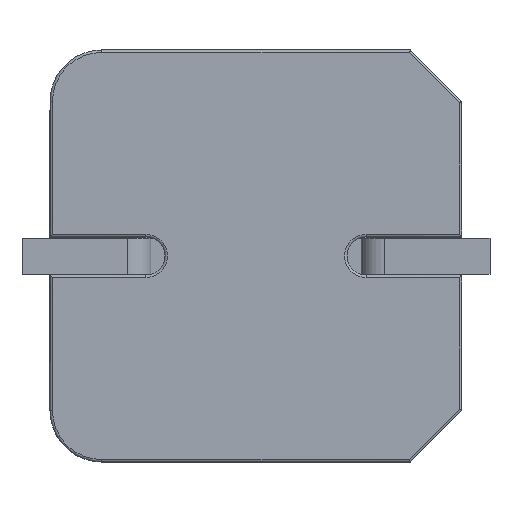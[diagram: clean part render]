
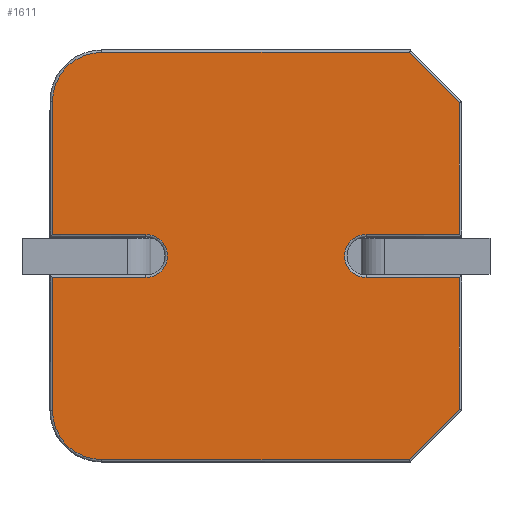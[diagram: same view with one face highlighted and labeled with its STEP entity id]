
A CAD part, front view. The second image highlights one B-rep face of the part: STEP entity #1611.
In plain terms, the highlighted planar face has unit normal (0, -1, 0).
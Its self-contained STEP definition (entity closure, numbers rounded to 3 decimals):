
#12 = CARTESIAN_POINT ( 'NONE',  ( -5.087, 0., 3.862 ) ) ;
#117 = VERTEX_POINT ( 'NONE', #12 ) ;
#119 = VERTEX_POINT ( 'NONE', #1572 ) ;
#124 = EDGE_CURVE ( 'NONE', #2081, #1413, #2791, .T. ) ;
#136 = CARTESIAN_POINT ( 'NONE',  ( -3.862, 0., 3.862 ) ) ;
#150 = DIRECTION ( 'NONE',  ( 1., 0., 0. ) ) ;
#155 = ORIENTED_EDGE ( 'NONE', *, *, #3222, .T. ) ;
#184 = ORIENTED_EDGE ( 'NONE', *, *, #1934, .T. ) ;
#198 = EDGE_CURVE ( 'NONE', #2183, #2288, #1702, .T. ) ;
#200 = VECTOR ( 'NONE', #523, 1000. ) ;
#282 = CARTESIAN_POINT ( 'NONE',  ( -2.75, 0., 0.537 ) ) ;
#285 = AXIS2_PLACEMENT_3D ( 'NONE', #2676, #2397, #900 ) ;
#336 = CARTESIAN_POINT ( 'NONE',  ( 5.15, 0., 0.537 ) ) ;
#373 = ORIENTED_EDGE ( 'NONE', *, *, #2158, .T. ) ;
#397 = CARTESIAN_POINT ( 'NONE',  ( -5.087, 0., -0.537 ) ) ;
#402 = EDGE_CURVE ( 'NONE', #911, #2183, #2833, .T. ) ;
#444 = EDGE_CURVE ( 'NONE', #117, #2453, #1815, .T. ) ;
#496 = CIRCLE ( 'NONE', #928, 0.537 ) ;
#514 = EDGE_CURVE ( 'NONE', #1788, #3254, #2112, .T. ) ;
#523 = DIRECTION ( 'NONE',  ( -0.707, 0., 0.707 ) ) ;
#532 = CARTESIAN_POINT ( 'NONE',  ( -5.15, 0., -0.537 ) ) ;
#626 = CARTESIAN_POINT ( 'NONE',  ( -5.087, 0., -3.862 ) ) ;
#688 = EDGE_CURVE ( 'NONE', #3254, #2081, #1582, .T. ) ;
#803 = ORIENTED_EDGE ( 'NONE', *, *, #402, .T. ) ;
#817 = LINE ( 'NONE', #2622, #3141 ) ;
#821 = DIRECTION ( 'NONE',  ( -1., 0., 0. ) ) ;
#840 = CARTESIAN_POINT ( 'NONE',  ( -3.862, 0., 3.862 ) ) ;
#864 = EDGE_LOOP ( 'NONE', ( #2441, #1692, #1548, #184, #1798, #2745, #2963, #1010, #373, #155, #907, #1910, #1594, #803, #1409, #2741 ) ) ;
#900 = DIRECTION ( 'NONE',  ( 0., 0., -1. ) ) ;
#907 = ORIENTED_EDGE ( 'NONE', *, *, #1542, .T. ) ;
#911 = VERTEX_POINT ( 'NONE', #2005 ) ;
#928 = AXIS2_PLACEMENT_3D ( 'NONE', #1064, #2068, #1533 ) ;
#987 = CARTESIAN_POINT ( 'NONE',  ( 3.837, 0., -5.087 ) ) ;
#1010 = ORIENTED_EDGE ( 'NONE', *, *, #2935, .T. ) ;
#1064 = CARTESIAN_POINT ( 'NONE',  ( -2.75, 0., 0. ) ) ;
#1102 = LINE ( 'NONE', #1832, #1382 ) ;
#1120 = PLANE ( 'NONE',  #2881 ) ;
#1177 = CARTESIAN_POINT ( 'NONE',  ( -3.862, 0., 5.087 ) ) ;
#1198 = VECTOR ( 'NONE', #1210, 1000. ) ;
#1210 = DIRECTION ( 'NONE',  ( 0.707, 0., 0.707 ) ) ;
#1241 = VERTEX_POINT ( 'NONE', #282 ) ;
#1282 = CARTESIAN_POINT ( 'NONE',  ( 3.837, 0., 5.087 ) ) ;
#1303 = AXIS2_PLACEMENT_3D ( 'NONE', #136, #1376, #1868 ) ;
#1305 = CARTESIAN_POINT ( 'NONE',  ( 5.087, 0., -3.837 ) ) ;
#1360 = VECTOR ( 'NONE', #1365, 1000. ) ;
#1365 = DIRECTION ( 'NONE',  ( 1., 0., 0. ) ) ;
#1371 = DIRECTION ( 'NONE',  ( 0., 0., -1. ) ) ;
#1376 = DIRECTION ( 'NONE',  ( 0., -1., 0. ) ) ;
#1382 = VECTOR ( 'NONE', #1595, 1000. ) ;
#1394 = CARTESIAN_POINT ( 'NONE',  ( 5.087, 0., -0.474 ) ) ;
#1409 = ORIENTED_EDGE ( 'NONE', *, *, #198, .T. ) ;
#1413 = VERTEX_POINT ( 'NONE', #1871 ) ;
#1438 = VERTEX_POINT ( 'NONE', #2873 ) ;
#1448 = LINE ( 'NONE', #2245, #1522 ) ;
#1469 = CARTESIAN_POINT ( 'NONE',  ( 5.087, 0., 3.837 ) ) ;
#1522 = VECTOR ( 'NONE', #150, 1000. ) ;
#1533 = DIRECTION ( 'NONE',  ( 0., 0., -1. ) ) ;
#1542 = EDGE_CURVE ( 'NONE', #1438, #119, #1102, .T. ) ;
#1548 = ORIENTED_EDGE ( 'NONE', *, *, #2132, .T. ) ;
#1549 = VERTEX_POINT ( 'NONE', #2116 ) ;
#1572 = CARTESIAN_POINT ( 'NONE',  ( 2.75, 0., -0.537 ) ) ;
#1582 = LINE ( 'NONE', #2119, #1949 ) ;
#1594 = ORIENTED_EDGE ( 'NONE', *, *, #2914, .T. ) ;
#1595 = DIRECTION ( 'NONE',  ( -1., 0., 0. ) ) ;
#1611 = ADVANCED_FACE ( 'NONE', ( #3167 ), #1120, .T. ) ;
#1622 = LINE ( 'NONE', #336, #1360 ) ;
#1638 = VECTOR ( 'NONE', #821, 1000. ) ;
#1692 = ORIENTED_EDGE ( 'NONE', *, *, #444, .T. ) ;
#1697 = EDGE_CURVE ( 'NONE', #119, #1549, #2653, .T. ) ;
#1702 = LINE ( 'NONE', #2839, #200 ) ;
#1728 = LINE ( 'NONE', #2477, #1198 ) ;
#1767 = DIRECTION ( 'NONE',  ( 1., 0., 0. ) ) ;
#1788 = VERTEX_POINT ( 'NONE', #2011 ) ;
#1798 = ORIENTED_EDGE ( 'NONE', *, *, #514, .T. ) ;
#1803 = VERTEX_POINT ( 'NONE', #1177 ) ;
#1815 = LINE ( 'NONE', #2521, #1988 ) ;
#1832 = CARTESIAN_POINT ( 'NONE',  ( 2.75, 0., -0.537 ) ) ;
#1868 = DIRECTION ( 'NONE',  ( 0., 0., -1. ) ) ;
#1871 = CARTESIAN_POINT ( 'NONE',  ( -3.862, 0., -5.087 ) ) ;
#1910 = ORIENTED_EDGE ( 'NONE', *, *, #1697, .T. ) ;
#1934 = EDGE_CURVE ( 'NONE', #1241, #1788, #496, .T. ) ;
#1949 = VECTOR ( 'NONE', #2391, 1000. ) ;
#1988 = VECTOR ( 'NONE', #2276, 1000. ) ;
#1992 = VERTEX_POINT ( 'NONE', #1305 ) ;
#2005 = CARTESIAN_POINT ( 'NONE',  ( 5.087, 0., 0.537 ) ) ;
#2011 = CARTESIAN_POINT ( 'NONE',  ( -2.75, 0., -0.537 ) ) ;
#2028 = CARTESIAN_POINT ( 'NONE',  ( -3.862, 0., -3.862 ) ) ;
#2062 = VECTOR ( 'NONE', #1767, 1000. ) ;
#2068 = DIRECTION ( 'NONE',  ( 0., 1., 0. ) ) ;
#2081 = VERTEX_POINT ( 'NONE', #626 ) ;
#2091 = AXIS2_PLACEMENT_3D ( 'NONE', #2028, #2325, #2340 ) ;
#2094 = CARTESIAN_POINT ( 'NONE',  ( -5.087, 0., 0.537 ) ) ;
#2112 = LINE ( 'NONE', #532, #1638 ) ;
#2116 = CARTESIAN_POINT ( 'NONE',  ( 2.75, 0., 0.537 ) ) ;
#2119 = CARTESIAN_POINT ( 'NONE',  ( -5.087, 0., -3.862 ) ) ;
#2132 = EDGE_CURVE ( 'NONE', #2453, #1241, #1448, .T. ) ;
#2158 = EDGE_CURVE ( 'NONE', #2975, #1992, #1728, .T. ) ;
#2183 = VERTEX_POINT ( 'NONE', #1469 ) ;
#2245 = CARTESIAN_POINT ( 'NONE',  ( -2.75, 0., 0.537 ) ) ;
#2276 = DIRECTION ( 'NONE',  ( 0., 0., -1. ) ) ;
#2288 = VERTEX_POINT ( 'NONE', #1282 ) ;
#2325 = DIRECTION ( 'NONE',  ( 0., -1., 0. ) ) ;
#2340 = DIRECTION ( 'NONE',  ( 0., 0., -1. ) ) ;
#2391 = DIRECTION ( 'NONE',  ( 0., 0., -1. ) ) ;
#2397 = DIRECTION ( 'NONE',  ( 0., 1., 0. ) ) ;
#2441 = ORIENTED_EDGE ( 'NONE', *, *, #3272, .T. ) ;
#2453 = VERTEX_POINT ( 'NONE', #2094 ) ;
#2477 = CARTESIAN_POINT ( 'NONE',  ( 5.106, 0., -3.818 ) ) ;
#2521 = CARTESIAN_POINT ( 'NONE',  ( -5.087, 0., 0.474 ) ) ;
#2622 = CARTESIAN_POINT ( 'NONE',  ( -3.862, 0., 5.087 ) ) ;
#2653 = CIRCLE ( 'NONE', #285, 0.537 ) ;
#2657 = DIRECTION ( 'NONE',  ( 0., 0., 1. ) ) ;
#2676 = CARTESIAN_POINT ( 'NONE',  ( 2.75, 0., 0. ) ) ;
#2698 = EDGE_CURVE ( 'NONE', #2288, #1803, #817, .T. ) ;
#2730 = CARTESIAN_POINT ( 'NONE',  ( 3.862, 0., -5.087 ) ) ;
#2734 = VECTOR ( 'NONE', #3320, 1000. ) ;
#2741 = ORIENTED_EDGE ( 'NONE', *, *, #2698, .T. ) ;
#2745 = ORIENTED_EDGE ( 'NONE', *, *, #688, .T. ) ;
#2765 = CIRCLE ( 'NONE', #1303, 1.225 ) ;
#2791 = CIRCLE ( 'NONE', #2091, 1.225 ) ;
#2794 = LINE ( 'NONE', #2730, #2062 ) ;
#2833 = LINE ( 'NONE', #3093, #2734 ) ;
#2839 = CARTESIAN_POINT ( 'NONE',  ( 3.818, 0., 5.106 ) ) ;
#2873 = CARTESIAN_POINT ( 'NONE',  ( 5.087, 0., -0.537 ) ) ;
#2881 = AXIS2_PLACEMENT_3D ( 'NONE', #840, #2920, #1371 ) ;
#2903 = LINE ( 'NONE', #1394, #2917 ) ;
#2914 = EDGE_CURVE ( 'NONE', #1549, #911, #1622, .T. ) ;
#2917 = VECTOR ( 'NONE', #2657, 1000. ) ;
#2920 = DIRECTION ( 'NONE',  ( 0., -1., 0. ) ) ;
#2935 = EDGE_CURVE ( 'NONE', #1413, #2975, #2794, .T. ) ;
#2963 = ORIENTED_EDGE ( 'NONE', *, *, #124, .T. ) ;
#2975 = VERTEX_POINT ( 'NONE', #987 ) ;
#3093 = CARTESIAN_POINT ( 'NONE',  ( 5.087, 0., 3.863 ) ) ;
#3141 = VECTOR ( 'NONE', #3344, 1000. ) ;
#3167 = FACE_OUTER_BOUND ( 'NONE', #864, .T. ) ;
#3222 = EDGE_CURVE ( 'NONE', #1992, #1438, #2903, .T. ) ;
#3254 = VERTEX_POINT ( 'NONE', #397 ) ;
#3272 = EDGE_CURVE ( 'NONE', #1803, #117, #2765, .T. ) ;
#3320 = DIRECTION ( 'NONE',  ( 0., 0., 1. ) ) ;
#3344 = DIRECTION ( 'NONE',  ( -1., 0., 0. ) ) ;
